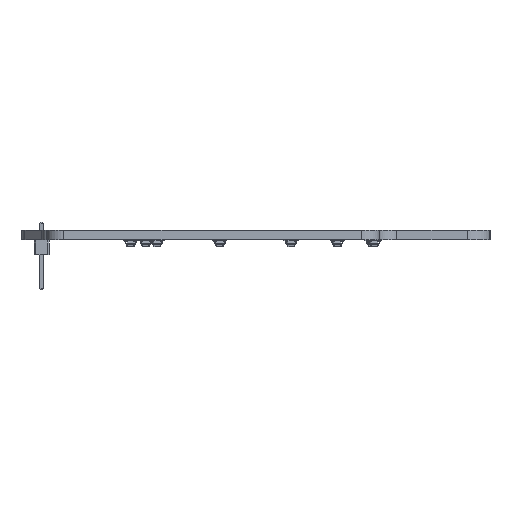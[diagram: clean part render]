
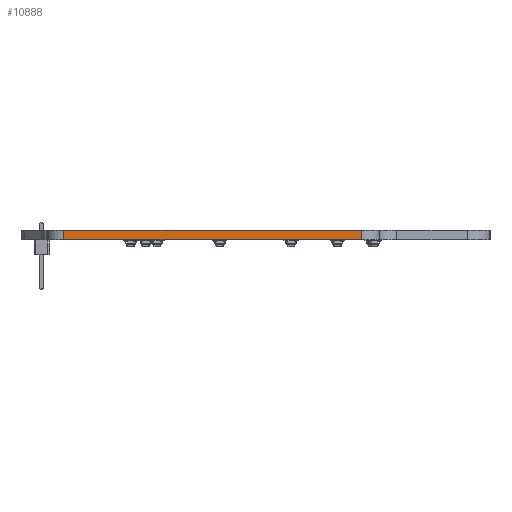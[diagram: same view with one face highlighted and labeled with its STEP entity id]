
A CAD part, left-side view. The second image highlights one B-rep face of the part: STEP entity #10888.
In plain terms, the highlighted planar face has unit normal (-1, 0, 0).
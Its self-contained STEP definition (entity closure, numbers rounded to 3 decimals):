
#4051 = VERTEX_POINT('',#4052);
#4052 = CARTESIAN_POINT('',(-109.537,-18.134,0.));
#4059 = EDGE_CURVE('',#4051,#4060,#4062,.T.);
#4060 = VERTEX_POINT('',#4061);
#4061 = CARTESIAN_POINT('',(-109.537,33.02,0.));
#4062 = LINE('',#4063,#4064);
#4063 = CARTESIAN_POINT('',(-109.537,-18.134,0.));
#4064 = VECTOR('',#4065,1.);
#4065 = DIRECTION('',(0.,1.,0.));
#7490 = VERTEX_POINT('',#7491);
#7491 = CARTESIAN_POINT('',(-109.537,-18.134,1.6));
#7498 = EDGE_CURVE('',#7490,#7499,#7501,.T.);
#7499 = VERTEX_POINT('',#7500);
#7500 = CARTESIAN_POINT('',(-109.537,33.02,1.6));
#7501 = LINE('',#7502,#7503);
#7502 = CARTESIAN_POINT('',(-109.537,-18.134,1.6));
#7503 = VECTOR('',#7504,1.);
#7504 = DIRECTION('',(0.,1.,0.));
#10858 = EDGE_CURVE('',#4060,#7499,#10859,.T.);
#10859 = LINE('',#10860,#10861);
#10860 = CARTESIAN_POINT('',(-109.537,33.02,0.));
#10861 = VECTOR('',#10862,1.);
#10862 = DIRECTION('',(0.,0.,1.));
#10888 = ADVANCED_FACE('',(#10889),#10900,.T.);
#10889 = FACE_BOUND('',#10890,.T.);
#10890 = EDGE_LOOP('',(#10891,#10897,#10898,#10899));
#10891 = ORIENTED_EDGE('',*,*,#10892,.T.);
#10892 = EDGE_CURVE('',#4051,#7490,#10893,.T.);
#10893 = LINE('',#10894,#10895);
#10894 = CARTESIAN_POINT('',(-109.537,-18.134,0.));
#10895 = VECTOR('',#10896,1.);
#10896 = DIRECTION('',(0.,0.,1.));
#10897 = ORIENTED_EDGE('',*,*,#7498,.T.);
#10898 = ORIENTED_EDGE('',*,*,#10858,.F.);
#10899 = ORIENTED_EDGE('',*,*,#4059,.F.);
#10900 = PLANE('',#10901);
#10901 = AXIS2_PLACEMENT_3D('',#10902,#10903,#10904);
#10902 = CARTESIAN_POINT('',(-109.537,-18.134,0.));
#10903 = DIRECTION('',(-1.,0.,0.));
#10904 = DIRECTION('',(0.,1.,0.));
